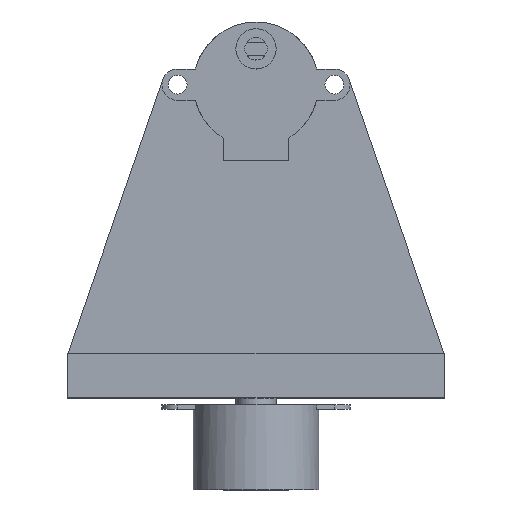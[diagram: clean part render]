
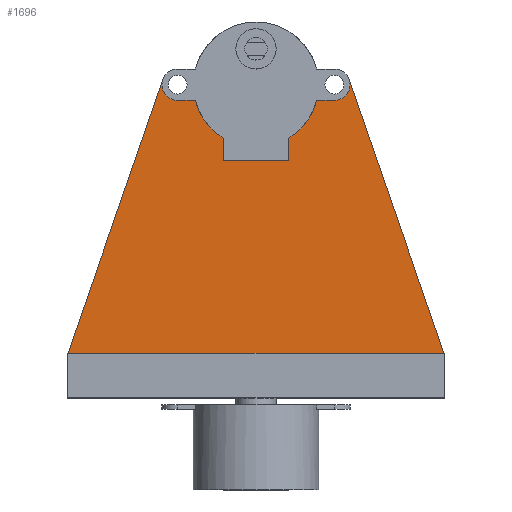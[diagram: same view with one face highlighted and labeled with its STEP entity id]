
A CAD part, top view. The second image highlights one B-rep face of the part: STEP entity #1696.
In plain terms, the highlighted planar face has unit normal (0, 0, 1).
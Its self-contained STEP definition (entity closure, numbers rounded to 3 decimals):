
#6 = ORIENTED_EDGE ( 'NONE', *, *, #225, .F. ) ;
#10 = VERTEX_POINT ( 'NONE', #120 ) ;
#42 = CARTESIAN_POINT ( 'NONE',  ( 0., 60., 5. ) ) ;
#65 = DIRECTION ( 'NONE',  ( 1., 0., 0. ) ) ;
#76 = FACE_OUTER_BOUND ( 'NONE', #794, .T. ) ;
#120 = CARTESIAN_POINT ( 'NONE',  ( 42., 0., 5. ) ) ;
#127 = CARTESIAN_POINT ( 'NONE',  ( 0., 43., 5. ) ) ;
#186 = CARTESIAN_POINT ( 'NONE',  ( 15.4, 60., 5. ) ) ;
#192 = AXIS2_PLACEMENT_3D ( 'NONE', #1481, #972, #2188 ) ;
#199 = ORIENTED_EDGE ( 'NONE', *, *, #1861, .T. ) ;
#222 = CARTESIAN_POINT ( 'NONE',  ( 0., 0., 5. ) ) ;
#225 = EDGE_CURVE ( 'NONE', #946, #1552, #2060, .T. ) ;
#236 = EDGE_CURVE ( 'NONE', #1205, #946, #828, .T. ) ;
#255 = LINE ( 'NONE', #222, #839 ) ;
#269 = VECTOR ( 'NONE', #1415, 1000. ) ;
#311 = VERTEX_POINT ( 'NONE', #736 ) ;
#319 = EDGE_CURVE ( 'NONE', #1016, #1140, #1279, .T. ) ;
#341 = ORIENTED_EDGE ( 'NONE', *, *, #1761, .F. ) ;
#342 = CARTESIAN_POINT ( 'NONE',  ( -7.3, 48.054, 5. ) ) ;
#349 = CARTESIAN_POINT ( 'NONE',  ( 17.5, 60., 5. ) ) ;
#360 = EDGE_CURVE ( 'NONE', #1140, #1016, #1342, .T. ) ;
#378 = EDGE_CURVE ( 'NONE', #10, #489, #255, .T. ) ;
#435 = VECTOR ( 'NONE', #863, 1000. ) ;
#473 = AXIS2_PLACEMENT_3D ( 'NONE', #1814, #1600, #1972 ) ;
#482 = DIRECTION ( 'NONE',  ( -0.327, 0.945, 0. ) ) ;
#489 = VERTEX_POINT ( 'NONE', #1465 ) ;
#493 = EDGE_LOOP ( 'NONE', ( #341, #945 ) ) ;
#547 = CIRCLE ( 'NONE', #1133, 3.5 ) ;
#585 = VERTEX_POINT ( 'NONE', #186 ) ;
#590 = FACE_BOUND ( 'NONE', #493, .T. ) ;
#615 = CARTESIAN_POINT ( 'NONE',  ( -15.4, 60., 5. ) ) ;
#674 = CARTESIAN_POINT ( 'NONE',  ( -7.3, 0., 5. ) ) ;
#727 = DIRECTION ( 'NONE',  ( 0., 0., 1. ) ) ;
#736 = CARTESIAN_POINT ( 'NONE',  ( -7.3, 43., 5. ) ) ;
#753 = DIRECTION ( 'NONE',  ( 1., 0., 0. ) ) ;
#765 = CIRCLE ( 'NONE', #1820, 14. ) ;
#770 = EDGE_CURVE ( 'NONE', #2052, #585, #797, .T. ) ;
#794 = EDGE_LOOP ( 'NONE', ( #2187, #860, #1652, #1837, #199, #6, #2194, #1695, #795, #2178 ) ) ;
#795 = ORIENTED_EDGE ( 'NONE', *, *, #1296, .F. ) ;
#796 = VECTOR ( 'NONE', #2050, 1000. ) ;
#797 = CIRCLE ( 'NONE', #1193, 2.1 ) ;
#807 = CARTESIAN_POINT ( 'NONE',  ( 7.3, 48.054, 5. ) ) ;
#811 = AXIS2_PLACEMENT_3D ( 'NONE', #1620, #1833, #65 ) ;
#823 = DIRECTION ( 'NONE',  ( 1., 0., 0. ) ) ;
#827 = LINE ( 'NONE', #127, #796 ) ;
#828 = CIRCLE ( 'NONE', #1085, 14. ) ;
#839 = VECTOR ( 'NONE', #1773, 1000. ) ;
#860 = ORIENTED_EDGE ( 'NONE', *, *, #1619, .T. ) ;
#863 = DIRECTION ( 'NONE',  ( 0.327, 0.945, 0. ) ) ;
#891 = DIRECTION ( 'NONE',  ( 1., 0., 0. ) ) ;
#921 = DIRECTION ( 'NONE',  ( 1., 0., 0. ) ) ;
#945 = ORIENTED_EDGE ( 'NONE', *, *, #770, .F. ) ;
#946 = VERTEX_POINT ( 'NONE', #1848 ) ;
#965 = VERTEX_POINT ( 'NONE', #1243 ) ;
#972 = DIRECTION ( 'NONE',  ( 0., 0., 1. ) ) ;
#996 = DIRECTION ( 'NONE',  ( 0., 0., -1. ) ) ;
#1001 = CARTESIAN_POINT ( 'NONE',  ( 0., 60., 5. ) ) ;
#1010 = LINE ( 'NONE', #2029, #435 ) ;
#1016 = VERTEX_POINT ( 'NONE', #2134 ) ;
#1051 = CARTESIAN_POINT ( 'NONE',  ( 7.3, 0., 5. ) ) ;
#1073 = LINE ( 'NONE', #1051, #269 ) ;
#1085 = AXIS2_PLACEMENT_3D ( 'NONE', #1001, #1708, #823 ) ;
#1114 = CARTESIAN_POINT ( 'NONE',  ( -17.5, 60., 5. ) ) ;
#1121 = DIRECTION ( 'NONE',  ( 1., 0., 0. ) ) ;
#1133 = AXIS2_PLACEMENT_3D ( 'NONE', #1283, #1810, #1121 ) ;
#1140 = VERTEX_POINT ( 'NONE', #615 ) ;
#1193 = AXIS2_PLACEMENT_3D ( 'NONE', #1447, #1961, #753 ) ;
#1205 = VERTEX_POINT ( 'NONE', #807 ) ;
#1212 = CIRCLE ( 'NONE', #192, 2.1 ) ;
#1243 = CARTESIAN_POINT ( 'NONE',  ( -20.807, 61.146, 5. ) ) ;
#1251 = CARTESIAN_POINT ( 'NONE',  ( 20.807, 61.146, 5. ) ) ;
#1279 = CIRCLE ( 'NONE', #2200, 2.1 ) ;
#1283 = CARTESIAN_POINT ( 'NONE',  ( -17.5, 60., 5. ) ) ;
#1287 = VERTEX_POINT ( 'NONE', #1297 ) ;
#1296 = EDGE_CURVE ( 'NONE', #311, #1287, #827, .T. ) ;
#1297 = CARTESIAN_POINT ( 'NONE',  ( 7.3, 43., 5. ) ) ;
#1320 = VERTEX_POINT ( 'NONE', #342 ) ;
#1339 = ORIENTED_EDGE ( 'NONE', *, *, #360, .T. ) ;
#1342 = CIRCLE ( 'NONE', #473, 2.1 ) ;
#1344 = EDGE_CURVE ( 'NONE', #489, #965, #1010, .T. ) ;
#1362 = EDGE_CURVE ( 'NONE', #1320, #311, #1849, .T. ) ;
#1371 = DIRECTION ( 'NONE',  ( 0., -1., 0. ) ) ;
#1415 = DIRECTION ( 'NONE',  ( 0., 1., 0. ) ) ;
#1436 = FACE_BOUND ( 'NONE', #2031, .T. ) ;
#1447 = CARTESIAN_POINT ( 'NONE',  ( 17.5, 60., 5. ) ) ;
#1465 = CARTESIAN_POINT ( 'NONE',  ( -42., 0., 5. ) ) ;
#1481 = CARTESIAN_POINT ( 'NONE',  ( 17.5, 60., 5. ) ) ;
#1522 = VERTEX_POINT ( 'NONE', #1755 ) ;
#1552 = VERTEX_POINT ( 'NONE', #1251 ) ;
#1600 = DIRECTION ( 'NONE',  ( 0., 0., -1. ) ) ;
#1619 = EDGE_CURVE ( 'NONE', #1522, #965, #547, .T. ) ;
#1620 = CARTESIAN_POINT ( 'NONE',  ( 0., 0., 5. ) ) ;
#1642 = VECTOR ( 'NONE', #482, 1000. ) ;
#1652 = ORIENTED_EDGE ( 'NONE', *, *, #1344, .F. ) ;
#1669 = VECTOR ( 'NONE', #1371, 1000. ) ;
#1687 = DIRECTION ( 'NONE',  ( 1., 0., 0. ) ) ;
#1695 = ORIENTED_EDGE ( 'NONE', *, *, #1997, .F. ) ;
#1696 = ADVANCED_FACE ( 'NONE', ( #76, #1436, #590 ), #2003, .T. ) ;
#1708 = DIRECTION ( 'NONE',  ( 0., 0., 1. ) ) ;
#1710 = LINE ( 'NONE', #2221, #1642 ) ;
#1752 = CARTESIAN_POINT ( 'NONE',  ( 19.6, 60., 5. ) ) ;
#1755 = CARTESIAN_POINT ( 'NONE',  ( -14., 60., 5. ) ) ;
#1761 = EDGE_CURVE ( 'NONE', #585, #2052, #1212, .T. ) ;
#1773 = DIRECTION ( 'NONE',  ( -1., 0., 0. ) ) ;
#1806 = AXIS2_PLACEMENT_3D ( 'NONE', #349, #996, #1687 ) ;
#1810 = DIRECTION ( 'NONE',  ( 0., 0., 1. ) ) ;
#1814 = CARTESIAN_POINT ( 'NONE',  ( -17.5, 60., 5. ) ) ;
#1820 = AXIS2_PLACEMENT_3D ( 'NONE', #42, #727, #891 ) ;
#1833 = DIRECTION ( 'NONE',  ( 0., 0., 1. ) ) ;
#1837 = ORIENTED_EDGE ( 'NONE', *, *, #378, .F. ) ;
#1848 = CARTESIAN_POINT ( 'NONE',  ( 14., 60., 5. ) ) ;
#1849 = LINE ( 'NONE', #674, #1669 ) ;
#1861 = EDGE_CURVE ( 'NONE', #10, #1552, #1710, .T. ) ;
#1955 = DIRECTION ( 'NONE',  ( 0., 0., -1. ) ) ;
#1961 = DIRECTION ( 'NONE',  ( 0., 0., 1. ) ) ;
#1972 = DIRECTION ( 'NONE',  ( 1., 0., 0. ) ) ;
#1997 = EDGE_CURVE ( 'NONE', #1287, #1205, #1073, .T. ) ;
#2003 = PLANE ( 'NONE',  #811 ) ;
#2029 = CARTESIAN_POINT ( 'NONE',  ( -37.496, 12.996, 5. ) ) ;
#2031 = EDGE_LOOP ( 'NONE', ( #2204, #1339 ) ) ;
#2050 = DIRECTION ( 'NONE',  ( 1., 0., 0. ) ) ;
#2052 = VERTEX_POINT ( 'NONE', #1752 ) ;
#2060 = CIRCLE ( 'NONE', #1806, 3.5 ) ;
#2072 = EDGE_CURVE ( 'NONE', #1522, #1320, #765, .T. ) ;
#2134 = CARTESIAN_POINT ( 'NONE',  ( -19.6, 60., 5. ) ) ;
#2178 = ORIENTED_EDGE ( 'NONE', *, *, #1362, .F. ) ;
#2187 = ORIENTED_EDGE ( 'NONE', *, *, #2072, .F. ) ;
#2188 = DIRECTION ( 'NONE',  ( 1., 0., 0. ) ) ;
#2194 = ORIENTED_EDGE ( 'NONE', *, *, #236, .F. ) ;
#2200 = AXIS2_PLACEMENT_3D ( 'NONE', #1114, #1955, #921 ) ;
#2204 = ORIENTED_EDGE ( 'NONE', *, *, #319, .T. ) ;
#2221 = CARTESIAN_POINT ( 'NONE',  ( 37.496, 12.996, 5. ) ) ;
